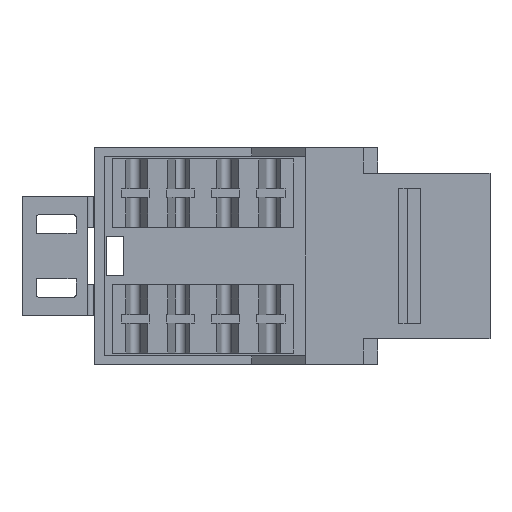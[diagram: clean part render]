
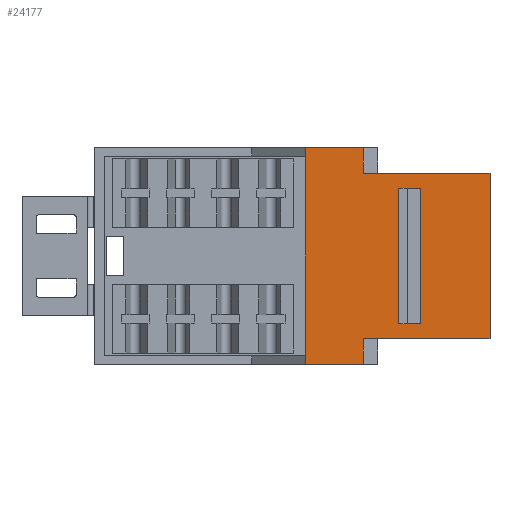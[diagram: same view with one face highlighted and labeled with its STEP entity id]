
A CAD part, front view. The second image highlights one B-rep face of the part: STEP entity #24177.
In plain terms, the highlighted planar face has unit normal (0, -1, 0).
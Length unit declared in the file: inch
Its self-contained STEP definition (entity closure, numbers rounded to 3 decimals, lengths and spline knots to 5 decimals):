
#609 = AXIS2_PLACEMENT_3D ( 'NONE', #20131, #20140, #20141 ) ;
#1811 = VERTEX_POINT ( 'NONE', #26420 ) ;
#3159 = VERTEX_POINT ( 'NONE', #21205 ) ;
#3500 = CARTESIAN_POINT ( 'NONE',  ( -0.647, -0.3195, 0.38 ) ) ;
#3511 = CARTESIAN_POINT ( 'NONE',  ( -0.242, -0.3195, -0.2375 ) ) ;
#3818 = CARTESIAN_POINT ( 'NONE',  ( -0.32, -0.3195, 0.2375 ) ) ;
#3826 = CARTESIAN_POINT ( 'NONE',  ( 0., -0.3195, -0.2895 ) ) ;
#3979 = CARTESIAN_POINT ( 'NONE',  ( -0.242, -0.3195, 0.2375 ) ) ;
#5403 = CARTESIAN_POINT ( 'NONE',  ( -0.444, -0.3195, 0.2895 ) ) ;
#5427 = CARTESIAN_POINT ( 'NONE',  ( -0.647, -0.3195, -0.38 ) ) ;
#9817 = ORIENTED_EDGE ( 'NONE', *, *, #27313, .T. ) ;
#9849 = ORIENTED_EDGE ( 'NONE', *, *, #27316, .F. ) ;
#9856 = ORIENTED_EDGE ( 'NONE', *, *, #27166, .F. ) ;
#9858 = ORIENTED_EDGE ( 'NONE', *, *, #27314, .F. ) ;
#9864 = ORIENTED_EDGE ( 'NONE', *, *, #27210, .T. ) ;
#9871 = ORIENTED_EDGE ( 'NONE', *, *, #27309, .F. ) ;
#9883 = ORIENTED_EDGE ( 'NONE', *, *, #27318, .F. ) ;
#9890 = ORIENTED_EDGE ( 'NONE', *, *, #27310, .T. ) ;
#11223 = VERTEX_POINT ( 'NONE', #5403 ) ;
#13485 = EDGE_LOOP ( 'NONE', ( #9871, #9890, #9817, #9858 ) ) ;
#14255 = CARTESIAN_POINT ( 'NONE',  ( -0.32, -0.3195, -0.2375 ) ) ;
#14930 = VERTEX_POINT ( 'NONE', #5427 ) ;
#18497 = VERTEX_POINT ( 'NONE', #3500 ) ;
#18508 = VERTEX_POINT ( 'NONE', #3511 ) ;
#18722 = LINE ( 'NONE', #22817, #18725 ) ;
#18725 = VECTOR ( 'NONE', #22818, 39.37008 ) ;
#20131 = CARTESIAN_POINT ( 'NONE',  ( -0.647, -0.3195, 0.2895 ) ) ;
#20135 = PLANE ( 'NONE',  #609 ) ;
#20140 = DIRECTION ( 'NONE',  ( 0., -1., 0. ) ) ;
#20141 = DIRECTION ( 'NONE',  ( 0., 0., -1. ) ) ;
#21205 = CARTESIAN_POINT ( 'NONE',  ( 0., -0.3195, 0.2895 ) ) ;
#22817 = CARTESIAN_POINT ( 'NONE',  ( -0.647, -0.3195, 0.2895 ) ) ;
#22818 = DIRECTION ( 'NONE',  ( 0., 0., -1. ) ) ;
#23285 = VERTEX_POINT ( 'NONE', #3818 ) ;
#23295 = VERTEX_POINT ( 'NONE', #3826 ) ;
#23731 = VERTEX_POINT ( 'NONE', #3979 ) ;
#24177 = ADVANCED_FACE ( 'NONE', ( #28546, #28549 ), #20135, .T. ) ;
#25007 = ORIENTED_EDGE ( 'NONE', *, *, #27319, .T. ) ;
#25011 = ORIENTED_EDGE ( 'NONE', *, *, #27190, .F. ) ;
#25032 = ORIENTED_EDGE ( 'NONE', *, *, #29503, .T. ) ;
#25386 = ORIENTED_EDGE ( 'NONE', *, *, #27321, .T. ) ;
#26420 = CARTESIAN_POINT ( 'NONE',  ( -0.444, -0.3195, -0.38 ) ) ;
#26523 = VERTEX_POINT ( 'NONE', #27042 ) ;
#26526 = VERTEX_POINT ( 'NONE', #27045 ) ;
#27042 = CARTESIAN_POINT ( 'NONE',  ( -0.444, -0.3195, 0.38 ) ) ;
#27045 = CARTESIAN_POINT ( 'NONE',  ( -0.444, -0.3195, -0.2895 ) ) ;
#27166 = EDGE_CURVE ( 'NONE', #11223, #3159, #29988, .T. ) ;
#27175 = CARTESIAN_POINT ( 'NONE',  ( -0.647, -0.3195, 0.2895 ) ) ;
#27176 = DIRECTION ( 'NONE',  ( 1., 0., 0. ) ) ;
#27190 = EDGE_CURVE ( 'NONE', #18497, #26523, #30006, .T. ) ;
#27210 = EDGE_CURVE ( 'NONE', #26526, #23295, #30028, .T. ) ;
#27231 = CARTESIAN_POINT ( 'NONE',  ( -0.647, -0.3195, 0.38 ) ) ;
#27233 = DIRECTION ( 'NONE',  ( 1., 0., 0. ) ) ;
#27277 = CARTESIAN_POINT ( 'NONE',  ( -0.647, -0.3195, -0.2895 ) ) ;
#27281 = DIRECTION ( 'NONE',  ( 1., 0., 0. ) ) ;
#27309 = EDGE_CURVE ( 'NONE', #23731, #23285, #30130, .T. ) ;
#27310 = EDGE_CURVE ( 'NONE', #23731, #18508, #30132, .T. ) ;
#27313 = EDGE_CURVE ( 'NONE', #18508, #32927, #30134, .T. ) ;
#27314 = EDGE_CURVE ( 'NONE', #23285, #32927, #30138, .T. ) ;
#27316 = EDGE_CURVE ( 'NONE', #3159, #23295, #30136, .T. ) ;
#27318 = EDGE_CURVE ( 'NONE', #26523, #11223, #30142, .T. ) ;
#27319 = EDGE_CURVE ( 'NONE', #14930, #1811, #30140, .T. ) ;
#27321 = EDGE_CURVE ( 'NONE', #1811, #26526, #30146, .T. ) ;
#27487 = CARTESIAN_POINT ( 'NONE',  ( -0.32, -0.3195, 0.2375 ) ) ;
#27493 = CARTESIAN_POINT ( 'NONE',  ( -0.242, -0.3195, 0.2375 ) ) ;
#27498 = CARTESIAN_POINT ( 'NONE',  ( -0.32, -0.3195, -0.2375 ) ) ;
#27499 = DIRECTION ( 'NONE',  ( -1., 0., 0. ) ) ;
#27502 = CARTESIAN_POINT ( 'NONE',  ( 0., -0.3195, 0.2895 ) ) ;
#27504 = DIRECTION ( 'NONE',  ( 0., 0., -1. ) ) ;
#27506 = CARTESIAN_POINT ( 'NONE',  ( -0.647, -0.3195, -0.38 ) ) ;
#27508 = DIRECTION ( 'NONE',  ( -1., 0., 0. ) ) ;
#27511 = CARTESIAN_POINT ( 'NONE',  ( -0.32, -0.3195, 0.2375 ) ) ;
#27515 = DIRECTION ( 'NONE',  ( 0., 0., -1. ) ) ;
#27516 = DIRECTION ( 'NONE',  ( 0., 0., -1. ) ) ;
#27520 = CARTESIAN_POINT ( 'NONE',  ( -0.444, -0.3195, 0.38 ) ) ;
#27523 = DIRECTION ( 'NONE',  ( 0., 0., -1. ) ) ;
#27525 = DIRECTION ( 'NONE',  ( 1., 0., 0. ) ) ;
#27528 = CARTESIAN_POINT ( 'NONE',  ( -0.444, -0.3195, -0.38 ) ) ;
#27531 = DIRECTION ( 'NONE',  ( 0., 0., 1. ) ) ;
#28546 = FACE_BOUND ( 'NONE', #13485, .T. ) ;
#28549 = FACE_OUTER_BOUND ( 'NONE', #33479, .T. ) ;
#29503 = EDGE_CURVE ( 'NONE', #18497, #14930, #18722, .T. ) ;
#29988 = LINE ( 'NONE', #27175, #29993 ) ;
#29993 = VECTOR ( 'NONE', #27176, 39.37008 ) ;
#30006 = LINE ( 'NONE', #27231, #30009 ) ;
#30009 = VECTOR ( 'NONE', #27233, 39.37008 ) ;
#30028 = LINE ( 'NONE', #27277, #30031 ) ;
#30031 = VECTOR ( 'NONE', #27281, 39.37008 ) ;
#30130 = LINE ( 'NONE', #27487, #30135 ) ;
#30132 = LINE ( 'NONE', #27493, #30137 ) ;
#30134 = LINE ( 'NONE', #27498, #30139 ) ;
#30135 = VECTOR ( 'NONE', #27499, 39.37008 ) ;
#30136 = LINE ( 'NONE', #27502, #30143 ) ;
#30137 = VECTOR ( 'NONE', #27504, 39.37008 ) ;
#30138 = LINE ( 'NONE', #27511, #30141 ) ;
#30139 = VECTOR ( 'NONE', #27508, 39.37008 ) ;
#30140 = LINE ( 'NONE', #27506, #30147 ) ;
#30141 = VECTOR ( 'NONE', #27515, 39.37008 ) ;
#30142 = LINE ( 'NONE', #27520, #30145 ) ;
#30143 = VECTOR ( 'NONE', #27516, 39.37008 ) ;
#30145 = VECTOR ( 'NONE', #27523, 39.37008 ) ;
#30146 = LINE ( 'NONE', #27528, #30149 ) ;
#30147 = VECTOR ( 'NONE', #27525, 39.37008 ) ;
#30149 = VECTOR ( 'NONE', #27531, 39.37008 ) ;
#32927 = VERTEX_POINT ( 'NONE', #14255 ) ;
#33479 = EDGE_LOOP ( 'NONE', ( #9849, #9856, #9883, #25011, #25032, #25007, #25386, #9864 ) ) ;
